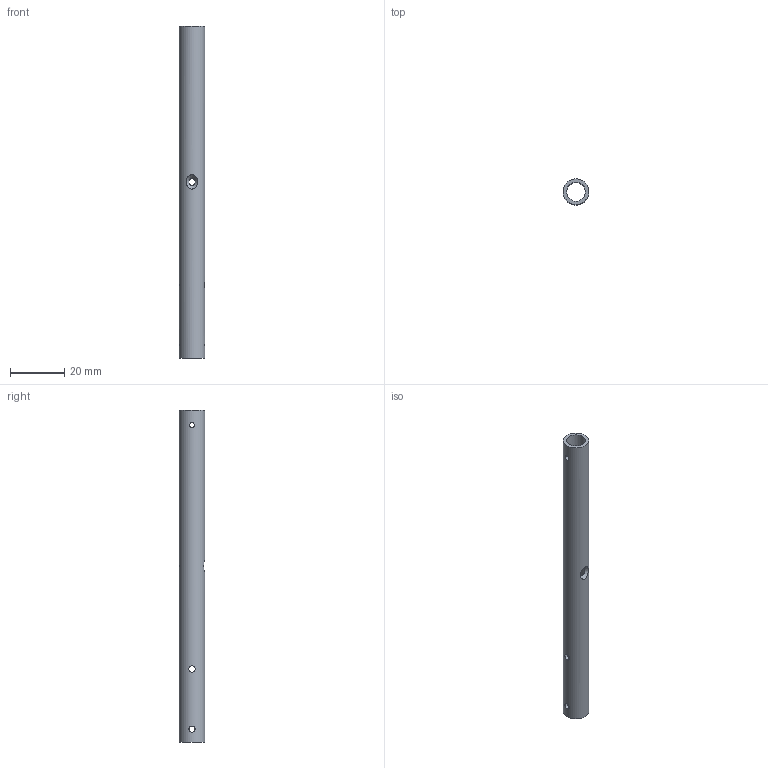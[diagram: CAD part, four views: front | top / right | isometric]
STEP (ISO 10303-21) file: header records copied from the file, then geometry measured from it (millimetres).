
FILE_DESCRIPTION(/* description */ ('LDG GEAR LVR LOLLIPOP SHAFT'),/* implementation_level */ '2;1');
FILE_NAME(/* name */ 'OH4A2A1-216A_LDG GEAR LVR LOLLIPOP SHAFT_-_V44.step',/* time_stamp */ '2023-05-22T23:15:41-05:00',/* author */ (''),/* organization */ (''),/* preprocessor_version */ 'ST-DEVELOPER v19.2',/* originating_system */ 'Autodesk Translation Framework v12.4.0.73',/* authorisation */ '');
FILE_SCHEMA (('AUTOMOTIVE_DESIGN { 1 0 10303 214 3 1 1 }'));
Length unit declared in the file: inch
Products named in the file (1): OH4A2A1-216A
Bounding box: 9.53 x 9.53 x 122.75 mm (x, y, z)
Volume: 3926.1 mm3; surface area: 6450.1 mm2
Topology: 1 solids, 1 shells, 13 faces, 51 edges, 38 vertices
Faces by surface type: cylinder 9, cone 2, plane 2
Full cylindrical faces by diameter (mm): 1.778 x2, 2.271 x2, 2.381 x3, 7.036 x1, 9.525 x1
Entity records: 1119 total; most frequent: CARTESIAN_POINT 664, ORIENTED_EDGE 102, EDGE_CURVE 51, DIRECTION 51, VERTEX_POINT 38, B_SPLINE_CURVE_WITH_KNOTS 33, EDGE_LOOP 29, AXIS2_PLACEMENT_3D 19
